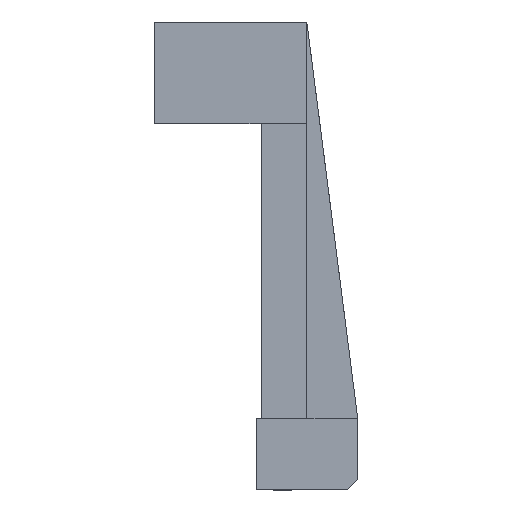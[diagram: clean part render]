
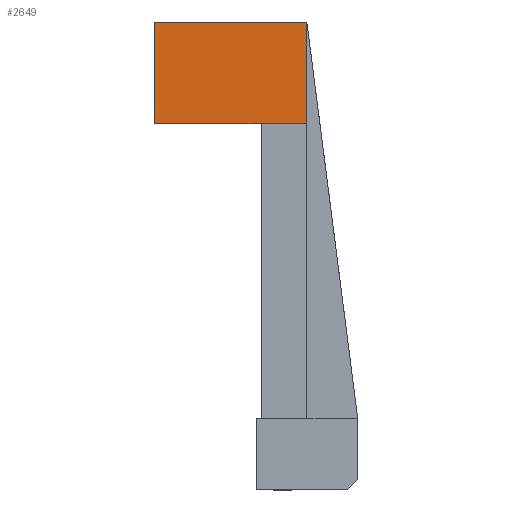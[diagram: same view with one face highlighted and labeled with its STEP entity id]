
A CAD part, left-side view. The second image highlights one B-rep face of the part: STEP entity #2649.
In plain terms, the highlighted planar face has unit normal (-1, 0, 0).
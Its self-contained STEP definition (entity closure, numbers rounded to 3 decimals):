
#32 = PLANE('',#33);
#33 = AXIS2_PLACEMENT_3D('',#34,#35,#36);
#34 = CARTESIAN_POINT('',(-10.,0.,15.));
#35 = DIRECTION('',(0.,0.,1.));
#36 = DIRECTION('',(1.,0.,0.));
#299 = VERTEX_POINT('',#300);
#300 = CARTESIAN_POINT('',(-10.,0.,15.));
#314 = PLANE('',#315);
#315 = AXIS2_PLACEMENT_3D('',#316,#317,#318);
#316 = CARTESIAN_POINT('',(0.,0.,10.));
#317 = DIRECTION('',(0.,1.,0.));
#318 = DIRECTION('',(0.,0.,1.));
#326 = EDGE_CURVE('',#299,#327,#329,.T.);
#327 = VERTEX_POINT('',#328);
#328 = CARTESIAN_POINT('',(-10.,-15.,15.));
#329 = SURFACE_CURVE('',#330,(#334,#341),.PCURVE_S1.);
#330 = LINE('',#331,#332);
#331 = CARTESIAN_POINT('',(-10.,0.,15.));
#332 = VECTOR('',#333,1.);
#333 = DIRECTION('',(0.,-1.,0.));
#334 = PCURVE('',#32,#335);
#335 = DEFINITIONAL_REPRESENTATION('',(#336),#340);
#336 = LINE('',#337,#338);
#337 = CARTESIAN_POINT('',(0.,0.));
#338 = VECTOR('',#339,1.);
#339 = DIRECTION('',(0.,-1.));
#340 = ( GEOMETRIC_REPRESENTATION_CONTEXT(2) 
PARAMETRIC_REPRESENTATION_CONTEXT() REPRESENTATION_CONTEXT('2D SPACE',''
  ) );
#341 = PCURVE('',#342,#347);
#342 = PLANE('',#343);
#343 = AXIS2_PLACEMENT_3D('',#344,#345,#346);
#344 = CARTESIAN_POINT('',(-10.,0.,5.));
#345 = DIRECTION('',(-1.,0.,0.));
#346 = DIRECTION('',(0.,0.,1.));
#347 = DEFINITIONAL_REPRESENTATION('',(#348),#352);
#348 = LINE('',#349,#350);
#349 = CARTESIAN_POINT('',(10.,0.));
#350 = VECTOR('',#351,1.);
#351 = DIRECTION('',(0.,-1.));
#352 = ( GEOMETRIC_REPRESENTATION_CONTEXT(2) 
PARAMETRIC_REPRESENTATION_CONTEXT() REPRESENTATION_CONTEXT('2D SPACE',''
  ) );
#2370 = PLANE('',#2371);
#2371 = AXIS2_PLACEMENT_3D('',#2372,#2373,#2374);
#2372 = CARTESIAN_POINT('',(10.,0.,5.));
#2373 = DIRECTION('',(0.,0.,-1.));
#2374 = DIRECTION('',(-1.,0.,0.));
#2529 = PLANE('',#2530);
#2530 = AXIS2_PLACEMENT_3D('',#2531,#2532,#2533);
#2531 = CARTESIAN_POINT('',(-10.,-16.33,-5.67));
#2532 = DIRECTION('',(-1.,0.,0.));
#2533 = DIRECTION('',(0.,0.,-1.));
#2547 = VERTEX_POINT('',#2548);
#2548 = CARTESIAN_POINT('',(-10.,0.,5.));
#2569 = EDGE_CURVE('',#2547,#299,#2570,.T.);
#2570 = SURFACE_CURVE('',#2571,(#2575,#2582),.PCURVE_S1.);
#2571 = LINE('',#2572,#2573);
#2572 = CARTESIAN_POINT('',(-10.,0.,5.));
#2573 = VECTOR('',#2574,1.);
#2574 = DIRECTION('',(0.,0.,1.));
#2575 = PCURVE('',#314,#2576);
#2576 = DEFINITIONAL_REPRESENTATION('',(#2577),#2581);
#2577 = LINE('',#2578,#2579);
#2578 = CARTESIAN_POINT('',(-5.,-10.));
#2579 = VECTOR('',#2580,1.);
#2580 = DIRECTION('',(1.,0.));
#2581 = ( GEOMETRIC_REPRESENTATION_CONTEXT(2) 
PARAMETRIC_REPRESENTATION_CONTEXT() REPRESENTATION_CONTEXT('2D SPACE',''
  ) );
#2582 = PCURVE('',#342,#2583);
#2583 = DEFINITIONAL_REPRESENTATION('',(#2584),#2588);
#2584 = LINE('',#2585,#2586);
#2585 = CARTESIAN_POINT('',(0.,0.));
#2586 = VECTOR('',#2587,1.);
#2587 = DIRECTION('',(1.,0.));
#2588 = ( GEOMETRIC_REPRESENTATION_CONTEXT(2) 
PARAMETRIC_REPRESENTATION_CONTEXT() REPRESENTATION_CONTEXT('2D SPACE',''
  ) );
#2649 = ADVANCED_FACE('',(#2650),#342,.T.);
#2650 = FACE_BOUND('',#2651,.T.);
#2651 = EDGE_LOOP('',(#2652,#2675,#2703,#2724,#2725));
#2652 = ORIENTED_EDGE('',*,*,#2653,.T.);
#2653 = EDGE_CURVE('',#2547,#2654,#2656,.T.);
#2654 = VERTEX_POINT('',#2655);
#2655 = CARTESIAN_POINT('',(-10.,-10.5,5.));
#2656 = SURFACE_CURVE('',#2657,(#2661,#2668),.PCURVE_S1.);
#2657 = LINE('',#2658,#2659);
#2658 = CARTESIAN_POINT('',(-10.,0.,5.));
#2659 = VECTOR('',#2660,1.);
#2660 = DIRECTION('',(0.,-1.,0.));
#2661 = PCURVE('',#342,#2662);
#2662 = DEFINITIONAL_REPRESENTATION('',(#2663),#2667);
#2663 = LINE('',#2664,#2665);
#2664 = CARTESIAN_POINT('',(0.,0.));
#2665 = VECTOR('',#2666,1.);
#2666 = DIRECTION('',(0.,-1.));
#2667 = ( GEOMETRIC_REPRESENTATION_CONTEXT(2) 
PARAMETRIC_REPRESENTATION_CONTEXT() REPRESENTATION_CONTEXT('2D SPACE',''
  ) );
#2668 = PCURVE('',#2370,#2669);
#2669 = DEFINITIONAL_REPRESENTATION('',(#2670),#2674);
#2670 = LINE('',#2671,#2672);
#2671 = CARTESIAN_POINT('',(20.,0.));
#2672 = VECTOR('',#2673,1.);
#2673 = DIRECTION('',(0.,-1.));
#2674 = ( GEOMETRIC_REPRESENTATION_CONTEXT(2) 
PARAMETRIC_REPRESENTATION_CONTEXT() REPRESENTATION_CONTEXT('2D SPACE',''
  ) );
#2675 = ORIENTED_EDGE('',*,*,#2676,.T.);
#2676 = EDGE_CURVE('',#2654,#2677,#2679,.T.);
#2677 = VERTEX_POINT('',#2678);
#2678 = CARTESIAN_POINT('',(-10.,-15.,5.));
#2679 = SURFACE_CURVE('',#2680,(#2684,#2691),.PCURVE_S1.);
#2680 = LINE('',#2681,#2682);
#2681 = CARTESIAN_POINT('',(-10.,0.,5.));
#2682 = VECTOR('',#2683,1.);
#2683 = DIRECTION('',(0.,-1.,0.));
#2684 = PCURVE('',#342,#2685);
#2685 = DEFINITIONAL_REPRESENTATION('',(#2686),#2690);
#2686 = LINE('',#2687,#2688);
#2687 = CARTESIAN_POINT('',(0.,0.));
#2688 = VECTOR('',#2689,1.);
#2689 = DIRECTION('',(0.,-1.));
#2690 = ( GEOMETRIC_REPRESENTATION_CONTEXT(2) 
PARAMETRIC_REPRESENTATION_CONTEXT() REPRESENTATION_CONTEXT('2D SPACE',''
  ) );
#2691 = PCURVE('',#2692,#2697);
#2692 = PLANE('',#2693);
#2693 = AXIS2_PLACEMENT_3D('',#2694,#2695,#2696);
#2694 = CARTESIAN_POINT('',(-10.,-10.5,5.));
#2695 = DIRECTION('',(-1.,0.,0.));
#2696 = DIRECTION('',(0.,-1.,0.));
#2697 = DEFINITIONAL_REPRESENTATION('',(#2698),#2702);
#2698 = LINE('',#2699,#2700);
#2699 = CARTESIAN_POINT('',(-10.5,0.));
#2700 = VECTOR('',#2701,1.);
#2701 = DIRECTION('',(1.,0.));
#2702 = ( GEOMETRIC_REPRESENTATION_CONTEXT(2) 
PARAMETRIC_REPRESENTATION_CONTEXT() REPRESENTATION_CONTEXT('2D SPACE',''
  ) );
#2703 = ORIENTED_EDGE('',*,*,#2704,.T.);
#2704 = EDGE_CURVE('',#2677,#327,#2705,.T.);
#2705 = SURFACE_CURVE('',#2706,(#2710,#2717),.PCURVE_S1.);
#2706 = LINE('',#2707,#2708);
#2707 = CARTESIAN_POINT('',(-10.,-15.,5.));
#2708 = VECTOR('',#2709,1.);
#2709 = DIRECTION('',(0.,0.,1.));
#2710 = PCURVE('',#342,#2711);
#2711 = DEFINITIONAL_REPRESENTATION('',(#2712),#2716);
#2712 = LINE('',#2713,#2714);
#2713 = CARTESIAN_POINT('',(0.,-15.));
#2714 = VECTOR('',#2715,1.);
#2715 = DIRECTION('',(1.,0.));
#2716 = ( GEOMETRIC_REPRESENTATION_CONTEXT(2) 
PARAMETRIC_REPRESENTATION_CONTEXT() REPRESENTATION_CONTEXT('2D SPACE',''
  ) );
#2717 = PCURVE('',#2529,#2718);
#2718 = DEFINITIONAL_REPRESENTATION('',(#2719),#2723);
#2719 = LINE('',#2720,#2721);
#2720 = CARTESIAN_POINT('',(-10.67,-1.33));
#2721 = VECTOR('',#2722,1.);
#2722 = DIRECTION('',(-1.,0.));
#2723 = ( GEOMETRIC_REPRESENTATION_CONTEXT(2) 
PARAMETRIC_REPRESENTATION_CONTEXT() REPRESENTATION_CONTEXT('2D SPACE',''
  ) );
#2724 = ORIENTED_EDGE('',*,*,#326,.F.);
#2725 = ORIENTED_EDGE('',*,*,#2569,.F.);
